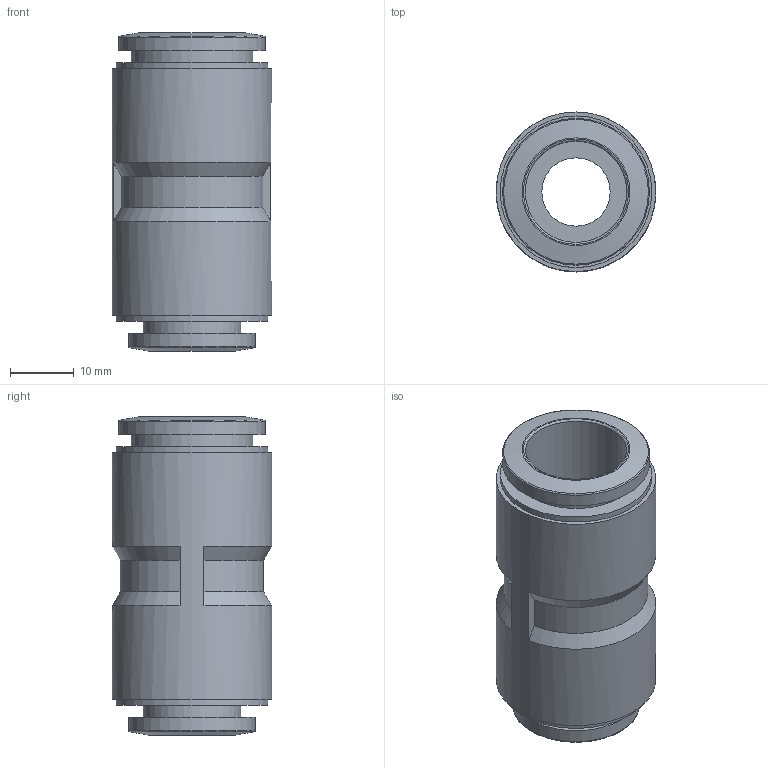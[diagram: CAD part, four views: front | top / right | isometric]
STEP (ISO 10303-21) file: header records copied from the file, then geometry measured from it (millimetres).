
FILE_DESCRIPTION(/* description */ ('STEP AP214'),/* implementation_level */ '2;1');
FILE_NAME(/* name */ '190591_QS-5_8T-1_2-U',/* time_stamp */ '2024-09-14T06:28:21+02:00',/* author */ ('License CC BY-ND 4.0'),/* organization */ ('CADENAS'),/* preprocessor_version */ 'ST-DEVELOPER v19.3',/* originating_system */ 'PARTsolutions',/* authorisation */ ' ');
FILE_SCHEMA (('AUTOMOTIVE_DESIGN {1 0 10303 214 3 1 1}'));
Length unit declared in the file: millimetre
Products named in the file (1): 190591 QS-5/8T-1/2-U
Bounding box: 25 x 25 x 49.8 mm (x, y, z)
Volume: 14019.9 mm3; surface area: 7216.3 mm2
Topology: 1 solids, 1 shells, 36 faces, 66 edges, 42 vertices
Faces by surface type: plane 14, cylinder 12, cone 6, torus 4
Full cylindrical faces by diameter (mm): 10.7 x1, 12.7 x1, 15.24 x1, 15.875 x1, 19.05 x1, 19.8 x1, 23 x1, 23.75 x2, 25 x1
Entity records: 858 total; most frequent: CARTESIAN_POINT 153, DIRECTION 150, ORIENTED_EDGE 100, AXIS2_PLACEMENT_3D 71, EDGE_LOOP 64, FACE_BOUND 64, EDGE_CURVE 50, VERTEX_POINT 42
